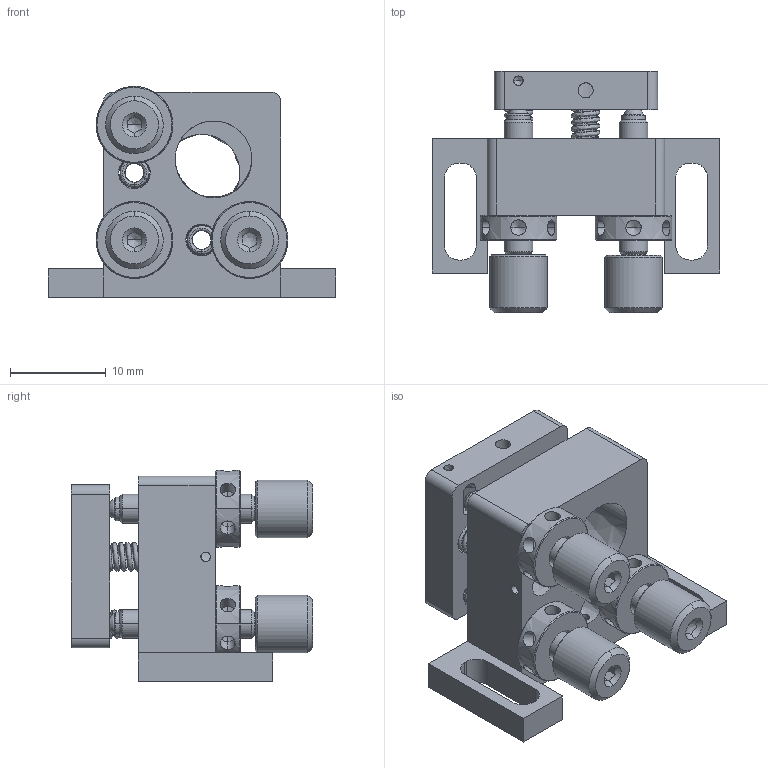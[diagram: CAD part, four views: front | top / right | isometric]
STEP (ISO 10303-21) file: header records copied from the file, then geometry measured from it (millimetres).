
FILE_DESCRIPTION(/* description */ (''),/* implementation_level */ '2;1');
FILE_NAME(/* name */ 'SMM-3~1',/* time_stamp */ '2024-08-07T11:56:18+03:00',/* author */ (''),/* organization */ (''),/* preprocessor_version */ 'ST-DEVELOPER v15',/* originating_system */ '',/* authorisation */ '');
FILE_SCHEMA (('AUTOMOTIVE_DESIGN'));
Length unit declared in the file: millimetre
Products named in the file (1): Document
Bounding box: 30 x 25.15 x 22 mm (x, y, z)
Volume: 4699 mm3; surface area: 6661.7 mm2
Topology: 19 solids, 19 shells, 433 faces, 1053 edges, 630 vertices
Faces by surface type: bspline 347, plane 86
Entity records: 24891 total; most frequent: CARTESIAN_POINT 19250, ORIENTED_EDGE 1970, EDGE_CURVE 985, VERTEX_POINT 630, EDGE_LOOP 527, ADVANCED_FACE 433, FACE_OUTER_BOUND 433, B_SPLINE_CURVE_WITH_KNOTS 219
